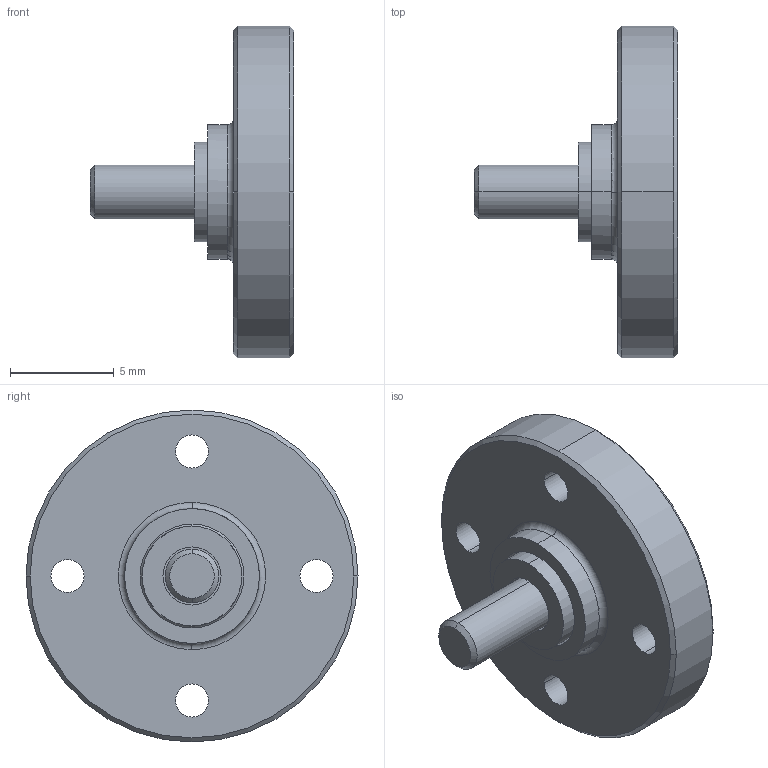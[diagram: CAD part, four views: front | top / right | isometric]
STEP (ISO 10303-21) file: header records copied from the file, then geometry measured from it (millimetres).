
FILE_DESCRIPTION (( 'STEP AP203' ), '1' );
FILE_NAME ('Leader_Robotis_FPX330_H101.STEP', '2024-09-05T20:24:07', ( '' ), ( '' ), 'SwSTEP 2.0', 'SolidWorks 2024', '' );
FILE_SCHEMA (( 'CONFIG_CONTROL_DESIGN' ));
Length unit declared in the file: millimetre
Products named in the file (1): Leader_Robotis_FPX330_H101
Bounding box: 9.8 x 16 x 16 mm (x, y, z)
Volume: 598.9 mm3; surface area: 967.3 mm2
Topology: 3 solids, 3 shells, 75 faces, 186 edges, 122 vertices
Faces by surface type: cylinder 36, plane 19, cone 12, torus 6, sphere 2
Entity records: 2461 total; most frequent: CARTESIAN_POINT 468, DIRECTION 452, ORIENTED_EDGE 372, AXIS2_PLACEMENT_3D 194, EDGE_CURVE 186, VERTEX_POINT 122, CIRCLE 118, EDGE_LOOP 92
